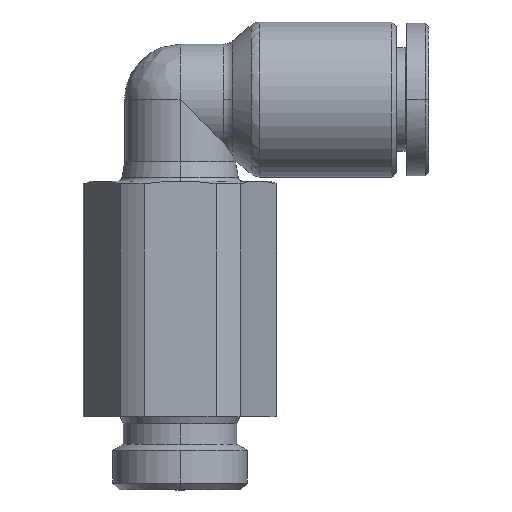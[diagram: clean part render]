
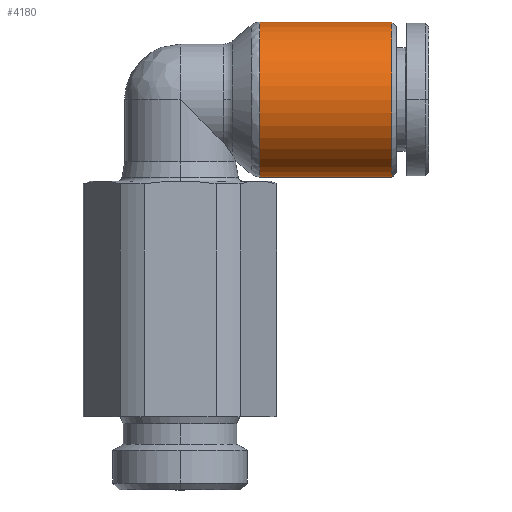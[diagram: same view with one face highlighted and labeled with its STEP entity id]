
A CAD part, front view. The second image highlights one B-rep face of the part: STEP entity #4180.
In plain terms, the highlighted cylindrical face has radius 5.6 mm (diameter 11.2 mm), a partial arc.
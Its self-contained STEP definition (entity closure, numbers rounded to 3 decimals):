
#166 = CIRCLE ( 'NONE', #9888, 5.6 ) ;
#422 = CARTESIAN_POINT ( 'NONE',  ( 4.2, 0., -5.6 ) ) ;
#609 = DIRECTION ( 'NONE',  ( 1., 0., 0. ) ) ;
#626 = CARTESIAN_POINT ( 'NONE',  ( 0.265, 0., 5.6 ) ) ;
#1022 = EDGE_CURVE ( 'NONE', #2697, #1672, #7451, .T. ) ;
#1672 = VERTEX_POINT ( 'NONE', #6693 ) ;
#1699 = FACE_OUTER_BOUND ( 'NONE', #2019, .T. ) ;
#1887 = LINE ( 'NONE', #10410, #7554 ) ;
#2019 = EDGE_LOOP ( 'NONE', ( #2625, #7218, #4928, #9458 ) ) ;
#2089 = EDGE_CURVE ( 'NONE', #7455, #6903, #1887, .T. ) ;
#2625 = ORIENTED_EDGE ( 'NONE', *, *, #2089, .F. ) ;
#2697 = VERTEX_POINT ( 'NONE', #7341 ) ;
#3137 = DIRECTION ( 'NONE',  ( 0., 0., -1. ) ) ;
#3526 = EDGE_CURVE ( 'NONE', #7455, #2697, #166, .T. ) ;
#4138 = DIRECTION ( 'NONE',  ( 0., 0., -1. ) ) ;
#4180 = ADVANCED_FACE ( 'NONE', ( #1699 ), #9993, .T. ) ;
#4762 = EDGE_CURVE ( 'NONE', #1672, #6903, #9595, .T. ) ;
#4803 = DIRECTION ( 'NONE',  ( 0., 0., -1. ) ) ;
#4868 = DIRECTION ( 'NONE',  ( 1., 0., 0. ) ) ;
#4928 = ORIENTED_EDGE ( 'NONE', *, *, #1022, .T. ) ;
#6437 = CARTESIAN_POINT ( 'NONE',  ( 4.2, 0., 0. ) ) ;
#6594 = AXIS2_PLACEMENT_3D ( 'NONE', #6437, #4868, #4803 ) ;
#6693 = CARTESIAN_POINT ( 'NONE',  ( 9.8, 0., -5.6 ) ) ;
#6903 = VERTEX_POINT ( 'NONE', #10646 ) ;
#6912 = AXIS2_PLACEMENT_3D ( 'NONE', #8102, #7178, #3137 ) ;
#7082 = DIRECTION ( 'NONE',  ( 1., 0., 0. ) ) ;
#7178 = DIRECTION ( 'NONE',  ( -1., 0., 0. ) ) ;
#7218 = ORIENTED_EDGE ( 'NONE', *, *, #3526, .T. ) ;
#7341 = CARTESIAN_POINT ( 'NONE',  ( 0.265, 0., -5.6 ) ) ;
#7451 = LINE ( 'NONE', #422, #8503 ) ;
#7455 = VERTEX_POINT ( 'NONE', #626 ) ;
#7554 = VECTOR ( 'NONE', #8719, 1000. ) ;
#8102 = CARTESIAN_POINT ( 'NONE',  ( 9.8, 0., 0. ) ) ;
#8272 = CARTESIAN_POINT ( 'NONE',  ( 0.265, 0., 0. ) ) ;
#8503 = VECTOR ( 'NONE', #7082, 1000. ) ;
#8719 = DIRECTION ( 'NONE',  ( 1., 0., 0. ) ) ;
#9458 = ORIENTED_EDGE ( 'NONE', *, *, #4762, .T. ) ;
#9595 = CIRCLE ( 'NONE', #6912, 5.6 ) ;
#9888 = AXIS2_PLACEMENT_3D ( 'NONE', #8272, #609, #4138 ) ;
#9993 = CYLINDRICAL_SURFACE ( 'NONE', #6594, 5.6 ) ;
#10410 = CARTESIAN_POINT ( 'NONE',  ( 4.2, 0., 5.6 ) ) ;
#10646 = CARTESIAN_POINT ( 'NONE',  ( 9.8, 0., 5.6 ) ) ;
